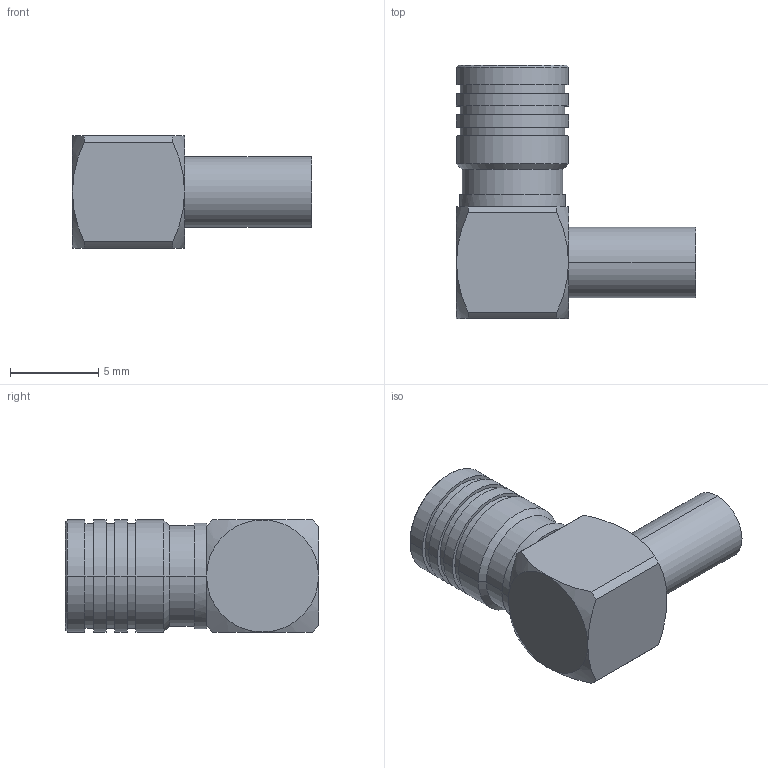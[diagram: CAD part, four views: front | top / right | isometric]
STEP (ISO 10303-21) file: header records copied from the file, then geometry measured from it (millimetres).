
FILE_DESCRIPTION (( 'STEP AP214' ), '1' );
FILE_NAME ('FMCN5445_3D.step', '2025-05-23T15:53:42', ( '' ), ( '' ), 'SwSTEP 2.0', 'SolidWorks 2022', '' );
FILE_SCHEMA (( 'AUTOMOTIVE_DESIGN' ));
Length unit declared in the file: millimetre
Products named in the file (1): FMCN5445_3D
Bounding box: 13.55 x 14.35 x 6.35 mm (x, y, z)
Volume: 452.9 mm3; surface area: 908 mm2
Topology: 2 solids, 2 shells, 205 faces, 554 edges, 354 vertices
Faces by surface type: cylinder 90, plane 72, cone 35, sphere 8
Entity records: 6687 total; most frequent: CARTESIAN_POINT 1314, DIRECTION 1182, ORIENTED_EDGE 1108, EDGE_CURVE 554, AXIS2_PLACEMENT_3D 462, VERTEX_POINT 354, LINE 258, VECTOR 258
